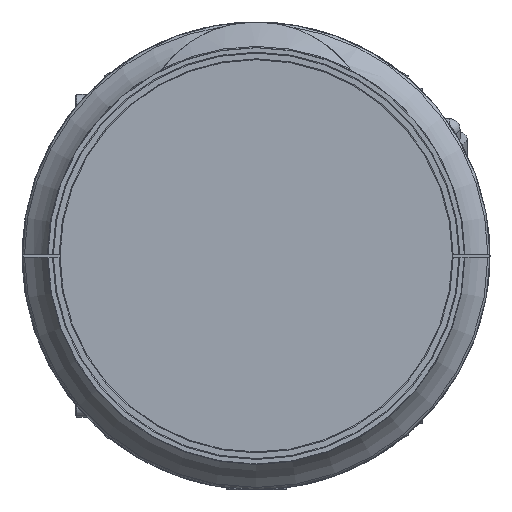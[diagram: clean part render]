
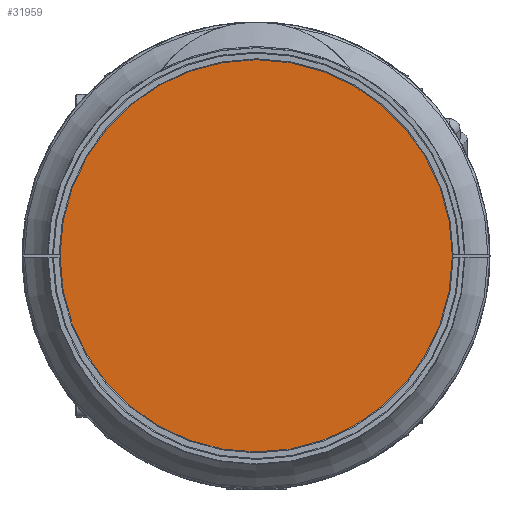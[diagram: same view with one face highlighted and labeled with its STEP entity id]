
A CAD part, front view. The second image highlights one B-rep face of the part: STEP entity #31959.
In plain terms, the highlighted planar face has unit normal (0, -1, 0).
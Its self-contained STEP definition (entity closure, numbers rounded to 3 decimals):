
#273=CARTESIAN_POINT('',(0.,204.,0.));
#274=DIRECTION('',(0.,-1.,0.));
#275=DIRECTION('',(-1.,0.,-0.008));
#276=AXIS2_PLACEMENT_3D('',#273,#274,#275);
#281=CARTESIAN_POINT('',(0.,204.,0.));
#282=DIRECTION('',(0.,-1.,0.));
#283=DIRECTION('',(1.,0.,0.008));
#284=AXIS2_PLACEMENT_3D('',#281,#282,#283);
#289=CARTESIAN_POINT('',(0.,204.,0.));
#290=DIRECTION('',(0.,-1.,0.));
#291=DIRECTION('',(1.,0.,-0.008));
#292=AXIS2_PLACEMENT_3D('',#289,#290,#291);
#425=CARTESIAN_POINT('',(0.,204.,0.));
#426=DIRECTION('',(0.,-1.,0.));
#427=DIRECTION('',(-1.,0.,0.008));
#428=AXIS2_PLACEMENT_3D('',#425,#426,#427);
#28490=CARTESIAN_POINT('',(-64.998,204.,-0.5));
#28492=VERTEX_POINT('',#28490);
#28504=CARTESIAN_POINT('',(64.998,204.,-0.5));
#28506=VERTEX_POINT('',#28504);
#28511=CARTESIAN_POINT('',(-64.998,204.,0.5));
#28513=VERTEX_POINT('',#28511);
#28525=CARTESIAN_POINT('',(64.998,204.,0.5));
#28527=VERTEX_POINT('',#28525);
#31946=CARTESIAN_POINT('',(0.,204.,0.));
#31947=DIRECTION('',(0.,1.,0.));
#31948=DIRECTION('',(0.,0.,1.));
#31949=AXIS2_PLACEMENT_3D('',#31946,#31947,#31948);
#31950=PLANE('',#31949);
#31952=ORIENTED_EDGE('',*,*,#31951,.F.);
#31953=ORIENTED_EDGE('',*,*,#31921,.F.);
#31955=ORIENTED_EDGE('',*,*,#31954,.F.);
#31956=ORIENTED_EDGE('',*,*,#31939,.F.);
#31957=EDGE_LOOP('',(#31952,#31953,#31955,#31956));
#31958=FACE_OUTER_BOUND('',#31957,.F.);
#277=CIRCLE('',#276,65.);
#285=CIRCLE('',#284,65.);
#293=CIRCLE('',#292,65.);
#429=CIRCLE('',#428,65.);
#31921=EDGE_CURVE('',#28492,#28506,#277,.T.);
#31939=EDGE_CURVE('',#28527,#28513,#285,.T.);
#31951=EDGE_CURVE('',#28506,#28527,#293,.T.);
#31954=EDGE_CURVE('',#28513,#28492,#429,.T.);
#31959=ADVANCED_FACE('',(#31958),#31950,.F.);
